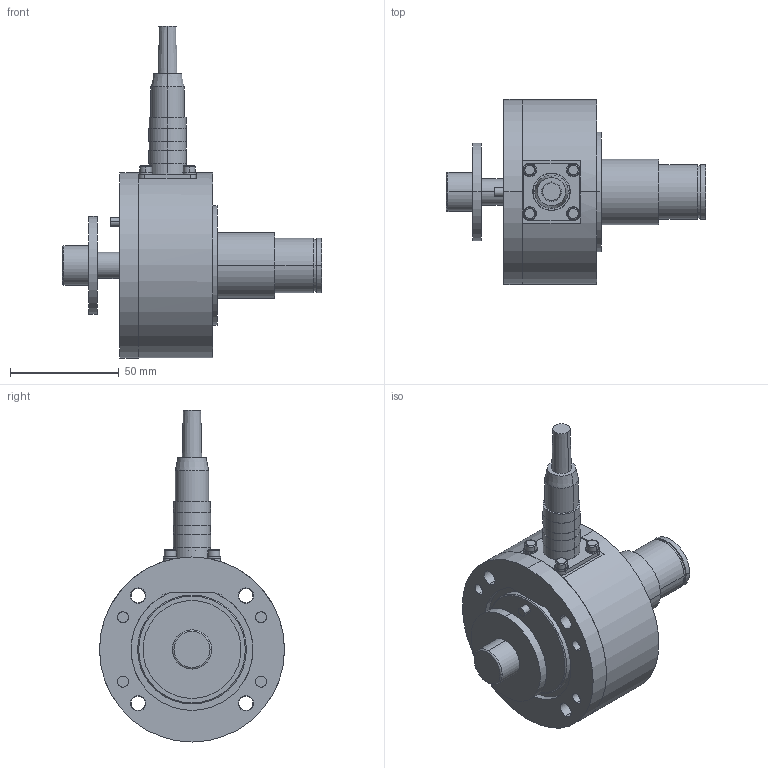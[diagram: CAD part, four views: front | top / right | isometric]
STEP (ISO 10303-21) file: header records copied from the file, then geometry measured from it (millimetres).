
FILE_DESCRIPTION((''),'2;1');
FILE_NAME('140106.1_A.stp','2020-09-01T11:56:46',(''),(''),'Mechanical Desktop 2009','Mechanical Desktop 2009',', , ');
FILE_SCHEMA(('CONFIG_CONTROL_DESIGN'));
Length unit declared in the file: millimetre
Products named in the file (26): ZEICHNUNG2; C1401061; C0709081; C0612056; C0709072; C0709104; I-6KT_SCHRAUBE_M6X30; SCHUTZKAPPE_M6_S5; GERÄTESTECKER_5POL_C091 31S005 100 2; FEDERRING_M3; I-6KT_SCHRAUBE_M3X8; KABELDOSE_MINI_5_POL; TEIL1; C0612066A; C0612066; I-6KT_SCHRAUBE_M8X30; I-6KT_SCHRAUBE_M8X30A; I-6KT_SCHRAUBE_M12X25; I-6KT_SCHRAUBE_M12X25A; U-SCHEIBE_13_45X4; U-SCHEIBE_13_45X4A; SPANNSTIFT_4X10A; SPANNSTIFT_4X10; RM_SDB; I-6KT_SCHRAUBE_M6X40A; I-6KT_SCHRAUBE_M6X40
Assembly tree (37 placements, depth 4):
  ZEICHNUNG2
    C1401061
      C0709081
        C0612056
        C0709072
        C0709104
        I-6KT_SCHRAUBE_M6X30  x4
        SCHUTZKAPPE_M6_S5  x4
        GERÄTESTECKER_5POL_C091 31S005 100 2
        FEDERRING_M3  x4
        I-6KT_SCHRAUBE_M3X8  x4
      KABELDOSE_MINI_5_POL
        TEIL1
      C0612066A
        C0612066
      I-6KT_SCHRAUBE_M8X30
        I-6KT_SCHRAUBE_M8X30A
      I-6KT_SCHRAUBE_M12X25
        I-6KT_SCHRAUBE_M12X25A
      U-SCHEIBE_13_45X4
        U-SCHEIBE_13_45X4A
      SPANNSTIFT_4X10A
        SPANNSTIFT_4X10
    RM_SDB  x3
  I-6KT_SCHRAUBE_M6X40A
  I-6KT_SCHRAUBE_M6X40
Bounding box: 119 x 85 x 152.5 mm (x, y, z)
Volume: 237791.2 mm3; surface area: 85092.9 mm2
Topology: 26 solids, 26 shells, 487 faces, 1078 edges, 692 vertices
Faces by surface type: cylinder 245, plane 156, cone 62, torus 20, sphere 4
Entity records: 11179 total; most frequent: DIRECTION 2085, CARTESIAN_POINT 1792, ORIENTED_EDGE 1580, AXIS2_PLACEMENT_3D 877, EDGE_CURVE 790, VERTEX_POINT 518, EDGE_LOOP 472, CIRCLE 456
